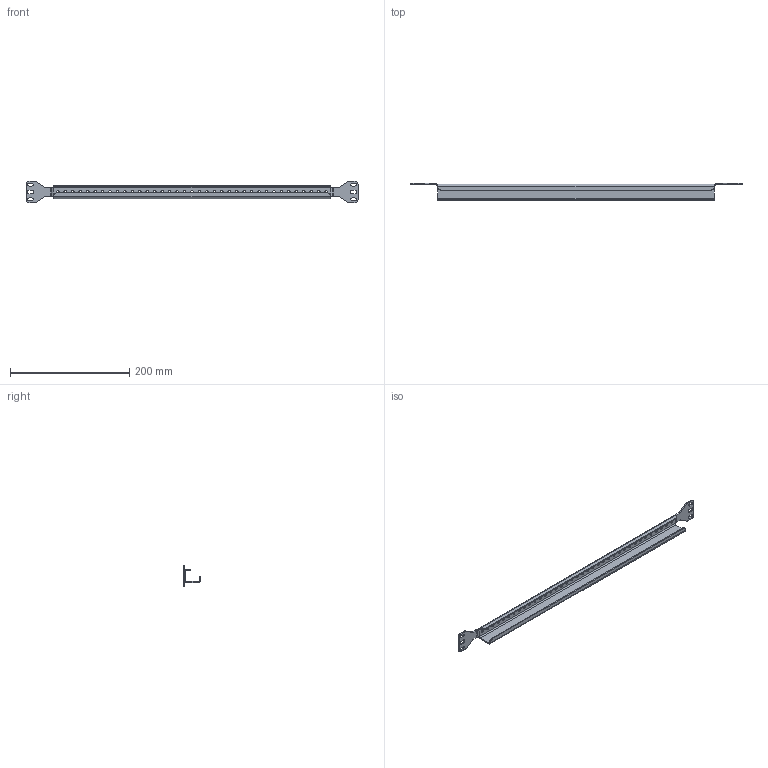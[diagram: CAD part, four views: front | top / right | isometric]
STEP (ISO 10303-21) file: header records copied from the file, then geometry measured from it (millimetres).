
FILE_DESCRIPTION (( 'STEP AP214' ), '1' );
FILE_NAME ('620.603.STEP', '2024-09-30T09:57:48', ( '' ), ( '' ), 'SwSTEP 2.0', 'SolidWorks 2021', '' );
FILE_SCHEMA (( 'AUTOMOTIVE_DESIGN' ));
Length unit declared in the file: millimetre
Products named in the file (1): 620.603
Bounding box: 557 x 29.76 x 36 mm (x, y, z)
Volume: 58682 mm3; surface area: 62610 mm2
Topology: 1 solids, 1 shells, 176 faces, 474 edges, 300 vertices
Faces by surface type: cylinder 116, plane 60
Entity records: 5772 total; most frequent: DIRECTION 1060, CARTESIAN_POINT 951, ORIENTED_EDGE 948, EDGE_CURVE 474, AXIS2_PLACEMENT_3D 409, VERTEX_POINT 300, EDGE_LOOP 262, VECTOR 242
